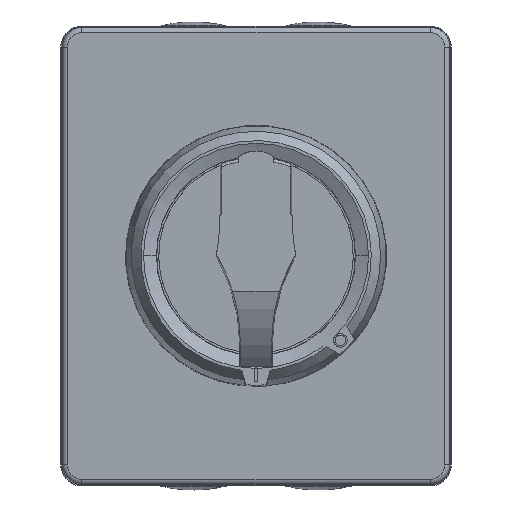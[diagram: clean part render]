
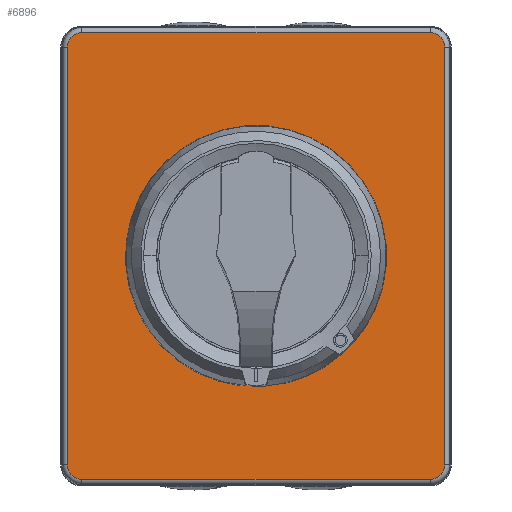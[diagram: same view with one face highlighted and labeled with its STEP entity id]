
A CAD part, top view. The second image highlights one B-rep face of the part: STEP entity #6896.
In plain terms, the highlighted planar face has unit normal (0, 0, 1).
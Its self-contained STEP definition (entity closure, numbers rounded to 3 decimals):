
#427=CARTESIAN_POINT('',(67.913,-75.176,93.9));
#434=DIRECTION('',(-1.,0.,0.));
#435=VECTOR('',#434,125.352);
#436=CARTESIAN_POINT('',(62.676,-80.413,93.9));
#437=LINE('',#436,#435);
#450=CARTESIAN_POINT('',(62.676,-80.413,93.9));
#468=CARTESIAN_POINT('',(-62.676,-80.413,93.9));
#475=DIRECTION('',(0.,1.,0.));
#476=VECTOR('',#475,150.352);
#477=CARTESIAN_POINT('',(-67.913,-75.176,93.9));
#478=LINE('',#477,#476);
#491=CARTESIAN_POINT('',(-67.913,-75.176,93.9));
#509=CARTESIAN_POINT('',(-67.913,75.176,93.9));
#516=DIRECTION('',(1.,0.,0.));
#517=VECTOR('',#516,125.352);
#518=CARTESIAN_POINT('',(-62.676,80.413,93.9));
#519=LINE('',#518,#517);
#532=CARTESIAN_POINT('',(-62.676,80.413,93.9));
#550=CARTESIAN_POINT('',(62.676,80.413,93.9));
#557=DIRECTION('',(0.,-1.,0.));
#558=VECTOR('',#557,150.352);
#559=CARTESIAN_POINT('',(67.913,75.176,93.9));
#560=LINE('',#559,#558);
#573=CARTESIAN_POINT('',(67.913,75.176,93.9));
#579=CARTESIAN_POINT('',(-62.652,75.152,93.9));
#580=DIRECTION('',(0.,0.,1.));
#581=DIRECTION('',(-0.005,1.,0.));
#582=AXIS2_PLACEMENT_3D('',#579,#580,#581);
#584=CARTESIAN_POINT('',(62.652,75.152,93.9));
#585=DIRECTION('',(0.,0.,1.));
#586=DIRECTION('',(1.,0.005,0.));
#587=AXIS2_PLACEMENT_3D('',#584,#585,#586);
#589=CARTESIAN_POINT('',(62.652,-75.152,93.9));
#590=DIRECTION('',(0.,0.,1.));
#591=DIRECTION('',(0.005,-1.,0.));
#592=AXIS2_PLACEMENT_3D('',#589,#590,#591);
#594=CARTESIAN_POINT('',(-62.652,-75.152,93.9));
#595=DIRECTION('',(0.,0.,1.));
#596=DIRECTION('',(-1.,-0.005,0.));
#597=AXIS2_PLACEMENT_3D('',#594,#595,#596);
#599=CARTESIAN_POINT('',(0.,0.,93.9));
#600=DIRECTION('',(0.,0.,-1.));
#601=DIRECTION('',(0.394,-0.919,0.));
#602=AXIS2_PLACEMENT_3D('',#599,#600,#601);
#604=CARTESIAN_POINT('',(0.,0.,93.9));
#605=DIRECTION('',(0.,0.,-1.));
#606=DIRECTION('',(0.909,-0.417,0.));
#607=AXIS2_PLACEMENT_3D('',#604,#605,#606);
#5296=VERTEX_POINT('',#468);
#5297=VERTEX_POINT('',#450);
#5298=VERTEX_POINT('',#491);
#5303=VERTEX_POINT('',#509);
#5308=VERTEX_POINT('',#427);
#5309=VERTEX_POINT('',#573);
#5310=VERTEX_POINT('',#532);
#5311=VERTEX_POINT('',#550);
#6022=CARTESIAN_POINT('',(18.519,-43.198,93.9));
#6023=CARTESIAN_POINT('',(42.711,-19.615,93.9));
#6024=VERTEX_POINT('',#6022);
#6025=VERTEX_POINT('',#6023);
#6875=CARTESIAN_POINT('',(-69.651,75.181,93.9));
#6876=DIRECTION('',(0.,0.,-1.));
#6877=DIRECTION('',(1.,0.,0.));
#6878=AXIS2_PLACEMENT_3D('',#6875,#6876,#6877);
#6879=PLANE('',#6878);
#6880=ORIENTED_EDGE('',*,*,#6809,.T.);
#6881=ORIENTED_EDGE('',*,*,#6824,.F.);
#6882=ORIENTED_EDGE('',*,*,#6839,.T.);
#6883=ORIENTED_EDGE('',*,*,#6854,.F.);
#6884=ORIENTED_EDGE('',*,*,#6868,.T.);
#6885=ORIENTED_EDGE('',*,*,#6764,.F.);
#6886=ORIENTED_EDGE('',*,*,#6779,.T.);
#6887=ORIENTED_EDGE('',*,*,#6794,.F.);
#6888=EDGE_LOOP('',(#6880,#6881,#6882,#6883,#6884,#6885,#6886,#6887));
#6889=FACE_OUTER_BOUND('',#6888,.F.);
#6891=ORIENTED_EDGE('',*,*,#6890,.F.);
#6893=ORIENTED_EDGE('',*,*,#6892,.F.);
#6894=EDGE_LOOP('',(#6891,#6893));
#6895=FACE_BOUND('',#6894,.F.);
#6896=ADVANCED_FACE('',(#6889,#6895),#6879,.F.);
#583=CIRCLE('',#582,5.261);
#588=CIRCLE('',#587,5.261);
#593=CIRCLE('',#592,5.261);
#598=CIRCLE('',#597,5.261);
#603=CIRCLE('',#602,47.);
#608=CIRCLE('',#607,47.);
#6764=EDGE_CURVE('',#5297,#5308,#593,.T.);
#6779=EDGE_CURVE('',#5297,#5296,#437,.T.);
#6794=EDGE_CURVE('',#5298,#5296,#598,.T.);
#6809=EDGE_CURVE('',#5298,#5303,#478,.T.);
#6824=EDGE_CURVE('',#5310,#5303,#583,.T.);
#6839=EDGE_CURVE('',#5310,#5311,#519,.T.);
#6854=EDGE_CURVE('',#5309,#5311,#588,.T.);
#6868=EDGE_CURVE('',#5309,#5308,#560,.T.);
#6890=EDGE_CURVE('',#6024,#6025,#603,.T.);
#6892=EDGE_CURVE('',#6025,#6024,#608,.T.);
